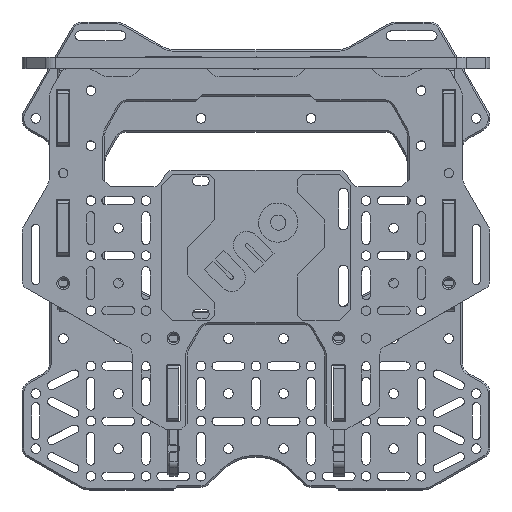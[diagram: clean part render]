
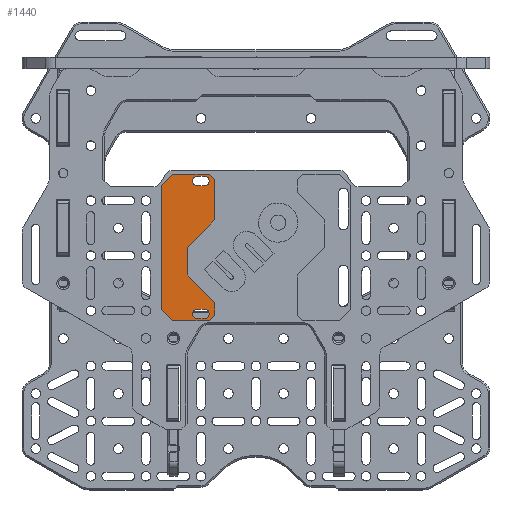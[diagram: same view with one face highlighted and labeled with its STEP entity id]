
A CAD part, top view. The second image highlights one B-rep face of the part: STEP entity #1440.
In plain terms, the highlighted planar face has unit normal (0, 0, 1).
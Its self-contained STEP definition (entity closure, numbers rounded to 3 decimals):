
#1440=ADVANCED_FACE('',(#12686,#12688,#12690),#12692,.T.);
#12686=FACE_BOUND('',#12687,.T.);
#12687=EDGE_LOOP('',(#22896,#22897,#22898,#22899,#22900,#22901,#22902,#22903,#22904,
#22905,#22906,#22907));
#12688=FACE_BOUND('',#12689,.T.);
#12689=EDGE_LOOP('',(#22908,#22909,#22910,#22911));
#12690=FACE_BOUND('',#12691,.T.);
#12691=EDGE_LOOP('',(#22912,#22913,#22914,#22915));
#12692=PLANE('',#12693);
#12693=AXIS2_PLACEMENT_3D('',#12694,#12695,#12696);
#12694=CARTESIAN_POINT('',(0.,3.,30.18));
#12695=DIRECTION('',(0.,0.,1.));
#12696=DIRECTION('',(0.,-1.,0.));
#22896=ORIENTED_EDGE('',*,*,#28360,.T.);
#22897=ORIENTED_EDGE('',*,*,#28269,.T.);
#22898=ORIENTED_EDGE('',*,*,#28371,.T.);
#22899=ORIENTED_EDGE('',*,*,#28272,.T.);
#22900=ORIENTED_EDGE('',*,*,#28370,.T.);
#22901=ORIENTED_EDGE('',*,*,#28260,.T.);
#22902=ORIENTED_EDGE('',*,*,#28369,.T.);
#22903=ORIENTED_EDGE('',*,*,#28367,.T.);
#22904=ORIENTED_EDGE('',*,*,#28365,.T.);
#22905=ORIENTED_EDGE('',*,*,#28363,.T.);
#22906=ORIENTED_EDGE('',*,*,#28361,.T.);
#22907=ORIENTED_EDGE('',*,*,#28257,.T.);
#22908=ORIENTED_EDGE('',*,*,#28407,.F.);
#22909=ORIENTED_EDGE('',*,*,#28405,.F.);
#22910=ORIENTED_EDGE('',*,*,#28403,.F.);
#22911=ORIENTED_EDGE('',*,*,#28401,.F.);
#22912=ORIENTED_EDGE('',*,*,#28415,.F.);
#22913=ORIENTED_EDGE('',*,*,#28413,.F.);
#22914=ORIENTED_EDGE('',*,*,#28411,.F.);
#22915=ORIENTED_EDGE('',*,*,#28409,.F.);
#28257=EDGE_CURVE('',#35370,#35368,#35371,.F.);
#28260=EDGE_CURVE('',#35375,#35373,#35376,.F.);
#28269=EDGE_CURVE('',#35390,#35388,#35391,.F.);
#28272=EDGE_CURVE('',#35395,#35393,#35396,.F.);
#28360=EDGE_CURVE('',#35368,#35390,#35528,.T.);
#28361=EDGE_CURVE('',#35529,#35370,#35530,.T.);
#28363=EDGE_CURVE('',#35532,#35529,#35533,.T.);
#28365=EDGE_CURVE('',#35535,#35532,#35536,.T.);
#28367=EDGE_CURVE('',#35538,#35535,#35539,.T.);
#28369=EDGE_CURVE('',#35373,#35538,#35541,.T.);
#28370=EDGE_CURVE('',#35393,#35375,#35542,.T.);
#28371=EDGE_CURVE('',#35388,#35395,#35543,.T.);
#28401=EDGE_CURVE('',#35584,#35586,#35587,.T.);
#28403=EDGE_CURVE('',#35586,#35589,#35590,.F.);
#28405=EDGE_CURVE('',#35589,#35592,#35593,.T.);
#28407=EDGE_CURVE('',#35592,#35584,#35595,.F.);
#28409=EDGE_CURVE('',#35596,#35598,#35599,.T.);
#28411=EDGE_CURVE('',#35598,#35601,#35602,.F.);
#28413=EDGE_CURVE('',#35601,#35604,#35605,.T.);
#28415=EDGE_CURVE('',#35604,#35596,#35607,.F.);
#35368=VERTEX_POINT('',#50900);
#35370=VERTEX_POINT('',#50904);
#35371=LINE('',#50905,#50906);
#35373=VERTEX_POINT('',#50911);
#35375=VERTEX_POINT('',#50915);
#35376=LINE('',#50916,#50917);
#35388=VERTEX_POINT('',#50944);
#35390=VERTEX_POINT('',#50948);
#35391=LINE('',#50949,#50950);
#35393=VERTEX_POINT('',#50955);
#35395=VERTEX_POINT('',#50959);
#35396=LINE('',#50960,#50961);
#35528=LINE('',#51268,#51269);
#35529=VERTEX_POINT('',#51271);
#35530=LINE('',#51272,#51273);
#35532=VERTEX_POINT('',#51278);
#35533=LINE('',#51279,#51280);
#35535=VERTEX_POINT('',#51285);
#35536=LINE('',#51286,#51287);
#35538=VERTEX_POINT('',#51292);
#35539=LINE('',#51293,#51294);
#35541=LINE('',#51299,#51300);
#35542=LINE('',#51302,#51303);
#35543=LINE('',#51305,#51306);
#35584=VERTEX_POINT('',#51408);
#35586=VERTEX_POINT('',#51412);
#35587=CIRCLE('',#51413,1.75);
#35589=VERTEX_POINT('',#51420);
#35590=LINE('',#51421,#51422);
#35592=VERTEX_POINT('',#51427);
#35593=CIRCLE('',#51428,1.75);
#35595=LINE('',#51435,#51436);
#35596=VERTEX_POINT('',#51438);
#35598=VERTEX_POINT('',#51442);
#35599=CIRCLE('',#51443,1.75);
#35601=VERTEX_POINT('',#51450);
#35602=LINE('',#51451,#51452);
#35604=VERTEX_POINT('',#51457);
#35605=CIRCLE('',#51458,1.75);
#35607=LINE('',#51465,#51466);
#50900=CARTESIAN_POINT('',(-17.,29.67,30.18));
#50904=CARTESIAN_POINT('',(-15.,27.67,30.18));
#50905=CARTESIAN_POINT('',(-17.,29.67,30.18));
#50906=VECTOR('',#50907,1.);
#50907=DIRECTION('',(0.707,-0.707,0.));
#50911=CARTESIAN_POINT('',(-15.,-21.67,30.18));
#50915=CARTESIAN_POINT('',(-17.,-23.67,30.18));
#50916=CARTESIAN_POINT('',(-15.,-21.67,30.18));
#50917=VECTOR('',#50918,1.);
#50918=DIRECTION('',(-0.707,-0.707,0.));
#50944=CARTESIAN_POINT('',(-34.29,25.67,30.18));
#50948=CARTESIAN_POINT('',(-30.29,29.67,30.18));
#50949=CARTESIAN_POINT('',(-34.29,25.67,30.18));
#50950=VECTOR('',#50951,1.);
#50951=DIRECTION('',(0.707,0.707,0.));
#50955=CARTESIAN_POINT('',(-30.29,-23.67,30.18));
#50959=CARTESIAN_POINT('',(-34.29,-19.67,30.18));
#50960=CARTESIAN_POINT('',(-30.29,-23.67,30.18));
#50961=VECTOR('',#50962,1.);
#50962=DIRECTION('',(-0.707,0.707,0.));
#51268=CARTESIAN_POINT('',(-17.,29.67,30.18));
#51269=VECTOR('',#51270,1.);
#51270=DIRECTION('',(-1.,0.,0.));
#51271=CARTESIAN_POINT('',(-15.,13.,30.18));
#51272=CARTESIAN_POINT('',(-15.,13.,30.18));
#51273=VECTOR('',#51274,1.);
#51274=DIRECTION('',(0.,1.,0.));
#51278=CARTESIAN_POINT('',(-25.,3.,30.18));
#51279=CARTESIAN_POINT('',(-25.,3.,30.18));
#51280=VECTOR('',#51281,1.);
#51281=DIRECTION('',(0.707,0.707,0.));
#51285=CARTESIAN_POINT('',(-25.,-7.,30.18));
#51286=CARTESIAN_POINT('',(-25.,-7.,30.18));
#51287=VECTOR('',#51288,1.);
#51288=DIRECTION('',(0.,1.,0.));
#51292=CARTESIAN_POINT('',(-15.,-17.,30.18));
#51293=CARTESIAN_POINT('',(-15.,-17.,30.18));
#51294=VECTOR('',#51295,1.);
#51295=DIRECTION('',(-0.707,0.707,0.));
#51299=CARTESIAN_POINT('',(-15.,-21.67,30.18));
#51300=VECTOR('',#51301,1.);
#51301=DIRECTION('',(0.,1.,0.));
#51302=CARTESIAN_POINT('',(-30.29,-23.67,30.18));
#51303=VECTOR('',#51304,1.);
#51304=DIRECTION('',(1.,0.,0.));
#51305=CARTESIAN_POINT('',(-34.29,25.67,30.18));
#51306=VECTOR('',#51307,1.);
#51307=DIRECTION('',(0.,-1.,0.));
#51408=CARTESIAN_POINT('',(-21.25,28.88,30.18));
#51412=CARTESIAN_POINT('',(-21.25,25.38,30.18));
#51413=AXIS2_PLACEMENT_3D('',#51414,#51415,#51416);
#51414=CARTESIAN_POINT('',(-21.25,27.13,30.18));
#51415=DIRECTION('',(0.,0.,1.));
#51416=DIRECTION('',(0.,1.,0.));
#51420=CARTESIAN_POINT('',(-18.75,25.38,30.18));
#51421=CARTESIAN_POINT('',(-18.75,25.38,30.18));
#51422=VECTOR('',#51423,1.);
#51423=DIRECTION('',(-1.,0.,0.));
#51427=CARTESIAN_POINT('',(-18.75,28.88,30.18));
#51428=AXIS2_PLACEMENT_3D('',#51429,#51430,#51431);
#51429=CARTESIAN_POINT('',(-18.75,27.13,30.18));
#51430=DIRECTION('',(0.,0.,1.));
#51431=DIRECTION('',(0.,-1.,0.));
#51435=CARTESIAN_POINT('',(-21.25,28.88,30.18));
#51436=VECTOR('',#51437,1.);
#51437=DIRECTION('',(1.,0.,0.));
#51438=CARTESIAN_POINT('',(-21.25,-19.38,30.18));
#51442=CARTESIAN_POINT('',(-21.25,-22.88,30.18));
#51443=AXIS2_PLACEMENT_3D('',#51444,#51445,#51446);
#51444=CARTESIAN_POINT('',(-21.25,-21.13,30.18));
#51445=DIRECTION('',(0.,0.,1.));
#51446=DIRECTION('',(0.,1.,0.));
#51450=CARTESIAN_POINT('',(-18.75,-22.88,30.18));
#51451=CARTESIAN_POINT('',(-18.75,-22.88,30.18));
#51452=VECTOR('',#51453,1.);
#51453=DIRECTION('',(-1.,0.,0.));
#51457=CARTESIAN_POINT('',(-18.75,-19.38,30.18));
#51458=AXIS2_PLACEMENT_3D('',#51459,#51460,#51461);
#51459=CARTESIAN_POINT('',(-18.75,-21.13,30.18));
#51460=DIRECTION('',(0.,0.,1.));
#51461=DIRECTION('',(0.,-1.,0.));
#51465=CARTESIAN_POINT('',(-21.25,-19.38,30.18));
#51466=VECTOR('',#51467,1.);
#51467=DIRECTION('',(1.,0.,0.));
